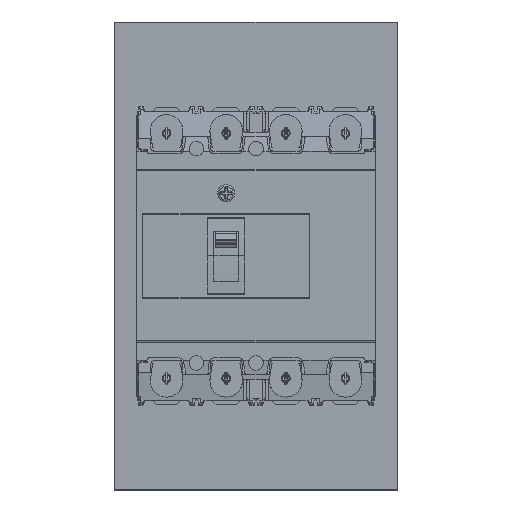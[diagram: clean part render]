
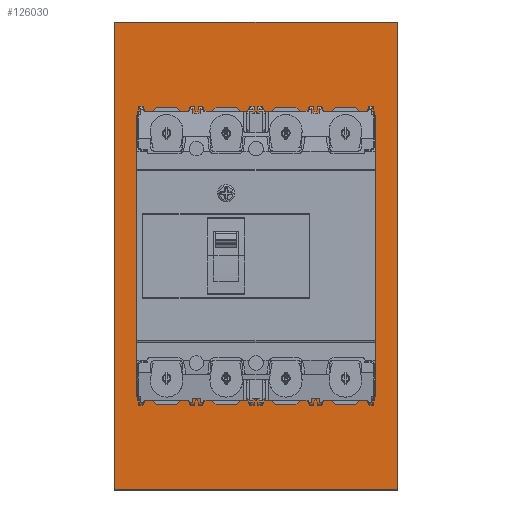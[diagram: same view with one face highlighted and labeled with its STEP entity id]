
A CAD part, top view. The second image highlights one B-rep face of the part: STEP entity #126030.
In plain terms, the highlighted planar face has unit normal (0, 0, 1).
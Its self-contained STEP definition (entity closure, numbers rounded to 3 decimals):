
#123620=CARTESIAN_POINT('',(93.003,137.897,-72.
));
#123630=VERTEX_POINT('',#123620);
#123800=CARTESIAN_POINT('',(93.003,412.897,-72.
));
#123810=VERTEX_POINT('',#123800);
#123840=CARTESIAN_POINT('',(93.003,0.,-72.));
#123850=DIRECTION('',(0.,-1.,0.));
#123860=VECTOR('',#123850,1.);
#123870=LINE('',#123840,#123860);
#123880=EDGE_CURVE('',#123810,#123630,#123870,.T.);
#123930=CARTESIAN_POINT('',(246.003,127.897,
-72.));
#123940=DIRECTION('',(0.,-0.,1.));
#123950=DIRECTION('',(0.,1.,0.));
#123960=AXIS2_PLACEMENT_3D('',#123930,#123940,#123950);
#123970=PLANE('',#123960);
#123980=CARTESIAN_POINT('',(141.003,338.397,
-72.));
#123990=DIRECTION('',(0.,0.,1.));
#124000=DIRECTION('',(0.,1.,0.));
#124010=AXIS2_PLACEMENT_3D('',#123980,#123990,#124000);
#124020=CIRCLE('',#124010,2.);
#124030=CARTESIAN_POINT('',(141.003,340.397,
-72.));
#124040=VERTEX_POINT('',#124030);
#124050=CARTESIAN_POINT('',(141.003,336.397,
-72.));
#124060=VERTEX_POINT('',#124050);
#124070=EDGE_CURVE('',#124040,#124060,#124020,.T.);
#124080=ORIENTED_EDGE('',*,*,#124070,.F.);
#124090=EDGE_CURVE('',#124060,#124040,#124020,.T.);
#124100=ORIENTED_EDGE('',*,*,#124090,.F.);
#124110=EDGE_LOOP('',(#124100,#124080));
#124120=FACE_BOUND('',#124110,.T.);
#124130=CARTESIAN_POINT('',(141.003,212.397,
-72.));
#124140=DIRECTION('',(0.,0.,1.));
#124150=DIRECTION('',(0.,1.,0.));
#124160=AXIS2_PLACEMENT_3D('',#124130,#124140,#124150);
#124170=CIRCLE('',#124160,2.);
#124180=CARTESIAN_POINT('',(141.003,214.397,
-72.));
#124190=VERTEX_POINT('',#124180);
#124200=CARTESIAN_POINT('',(141.003,210.397,
-72.));
#124210=VERTEX_POINT('',#124200);
#124220=EDGE_CURVE('',#124190,#124210,#124170,.T.);
#124230=ORIENTED_EDGE('',*,*,#124220,.F.);
#124240=EDGE_CURVE('',#124210,#124190,#124170,.T.);
#124250=ORIENTED_EDGE('',*,*,#124240,.F.);
#124260=EDGE_LOOP('',(#124250,#124230));
#124270=FACE_BOUND('',#124260,.T.);
#124280=CARTESIAN_POINT('',(176.003,338.397,
-72.));
#124290=DIRECTION('',(0.,0.,1.));
#124300=DIRECTION('',(0.,1.,0.));
#124310=AXIS2_PLACEMENT_3D('',#124280,#124290,#124300);
#124320=CIRCLE('',#124310,2.);
#124330=CARTESIAN_POINT('',(176.003,340.397,
-72.));
#124340=VERTEX_POINT('',#124330);
#124350=CARTESIAN_POINT('',(176.003,336.397,
-72.));
#124360=VERTEX_POINT('',#124350);
#124370=EDGE_CURVE('',#124340,#124360,#124320,.T.);
#124380=ORIENTED_EDGE('',*,*,#124370,.F.);
#124390=EDGE_CURVE('',#124360,#124340,#124320,.T.);
#124400=ORIENTED_EDGE('',*,*,#124390,.F.);
#124410=EDGE_LOOP('',(#124400,#124380));
#124420=FACE_BOUND('',#124410,.T.);
#124430=CARTESIAN_POINT('',(176.003,212.397,
-72.));
#124440=DIRECTION('',(0.,0.,1.));
#124450=DIRECTION('',(0.,1.,0.));
#124460=AXIS2_PLACEMENT_3D('',#124430,#124440,#124450);
#124470=CIRCLE('',#124460,2.);
#124480=CARTESIAN_POINT('',(176.003,214.397,
-72.));
#124490=VERTEX_POINT('',#124480);
#124500=CARTESIAN_POINT('',(176.003,210.397,
-72.));
#124510=VERTEX_POINT('',#124500);
#124520=EDGE_CURVE('',#124490,#124510,#124470,.T.);
#124530=ORIENTED_EDGE('',*,*,#124520,.F.);
#124540=EDGE_CURVE('',#124510,#124490,#124470,.T.);
#124550=ORIENTED_EDGE('',*,*,#124540,.F.);
#124560=EDGE_LOOP('',(#124550,#124530));
#124570=FACE_BOUND('',#124560,.T.);
#124580=CARTESIAN_POINT('',(158.503,347.397,
-72.));
#124590=DIRECTION('',(0.,0.,-1.));
#124600=DIRECTION('',(0.,1.,0.));
#124610=AXIS2_PLACEMENT_3D('',#124580,#124590,#124600);
#124620=CIRCLE('',#124610,12.);
#124630=CARTESIAN_POINT('',(158.503,359.397,
-72.));
#124640=VERTEX_POINT('',#124630);
#124650=CARTESIAN_POINT('',(158.503,335.397,
-72.));
#124660=VERTEX_POINT('',#124650);
#124670=EDGE_CURVE('',#124640,#124660,#124620,.T.);
#124680=ORIENTED_EDGE('',*,*,#124670,.T.);
#124690=EDGE_CURVE('',#124660,#124640,#124620,.T.);
#124700=ORIENTED_EDGE('',*,*,#124690,.T.);
#124710=EDGE_LOOP('',(#124700,#124680));
#124720=FACE_BOUND('',#124710,.T.);
#124730=CARTESIAN_POINT('',(193.503,203.397,
-72.));
#124740=DIRECTION('',(0.,0.,-1.));
#124750=DIRECTION('',(0.,1.,0.));
#124760=AXIS2_PLACEMENT_3D('',#124730,#124740,#124750);
#124770=CIRCLE('',#124760,12.);
#124780=CARTESIAN_POINT('',(193.503,215.397,
-72.));
#124790=VERTEX_POINT('',#124780);
#124800=CARTESIAN_POINT('',(193.503,191.397,
-72.));
#124810=VERTEX_POINT('',#124800);
#124820=EDGE_CURVE('',#124790,#124810,#124770,.T.);
#124830=ORIENTED_EDGE('',*,*,#124820,.T.);
#124840=EDGE_CURVE('',#124810,#124790,#124770,.T.);
#124850=ORIENTED_EDGE('',*,*,#124840,.T.);
#124860=EDGE_LOOP('',(#124850,#124830));
#124870=FACE_BOUND('',#124860,.T.);
#124880=CARTESIAN_POINT('',(228.503,203.397,
-72.));
#124890=DIRECTION('',(0.,0.,-1.));
#124900=DIRECTION('',(0.,1.,0.));
#124910=AXIS2_PLACEMENT_3D('',#124880,#124890,#124900);
#124920=CIRCLE('',#124910,12.);
#124930=CARTESIAN_POINT('',(228.503,215.397,
-72.));
#124940=VERTEX_POINT('',#124930);
#124950=CARTESIAN_POINT('',(228.503,191.397,
-72.));
#124960=VERTEX_POINT('',#124950);
#124970=EDGE_CURVE('',#124940,#124960,#124920,.T.);
#124980=ORIENTED_EDGE('',*,*,#124970,.T.);
#124990=EDGE_CURVE('',#124960,#124940,#124920,.T.);
#125000=ORIENTED_EDGE('',*,*,#124990,.T.);
#125010=EDGE_LOOP('',(#125000,#124980));
#125020=FACE_BOUND('',#125010,.T.);
#125030=CARTESIAN_POINT('',(228.503,347.397,
-72.));
#125040=DIRECTION('',(0.,0.,-1.));
#125050=DIRECTION('',(0.,1.,0.));
#125060=AXIS2_PLACEMENT_3D('',#125030,#125040,#125050);
#125070=CIRCLE('',#125060,12.);
#125080=CARTESIAN_POINT('',(228.503,359.397,
-72.));
#125090=VERTEX_POINT('',#125080);
#125100=CARTESIAN_POINT('',(228.503,335.397,
-72.));
#125110=VERTEX_POINT('',#125100);
#125120=EDGE_CURVE('',#125090,#125110,#125070,.T.);
#125130=ORIENTED_EDGE('',*,*,#125120,.T.);
#125140=EDGE_CURVE('',#125110,#125090,#125070,.T.);
#125150=ORIENTED_EDGE('',*,*,#125140,.T.);
#125160=EDGE_LOOP('',(#125150,#125130));
#125170=FACE_BOUND('',#125160,.T.);
#125180=CARTESIAN_POINT('',(123.503,347.397,
-72.));
#125190=DIRECTION('',(0.,0.,-1.));
#125200=DIRECTION('',(0.,1.,0.));
#125210=AXIS2_PLACEMENT_3D('',#125180,#125190,#125200);
#125220=CIRCLE('',#125210,10.);
#125230=CARTESIAN_POINT('',(123.503,357.397,
-72.));
#125240=VERTEX_POINT('',#125230);
#125250=CARTESIAN_POINT('',(123.503,337.397,
-72.));
#125260=VERTEX_POINT('',#125250);
#125270=EDGE_CURVE('',#125240,#125260,#125220,.T.);
#125280=ORIENTED_EDGE('',*,*,#125270,.T.);
#125290=EDGE_CURVE('',#125260,#125240,#125220,.T.);
#125300=ORIENTED_EDGE('',*,*,#125290,.T.);
#125310=EDGE_LOOP('',(#125300,#125280));
#125320=FACE_BOUND('',#125310,.T.);
#125330=CARTESIAN_POINT('',(123.503,203.397,
-72.));
#125340=DIRECTION('',(0.,0.,-1.));
#125350=DIRECTION('',(0.,1.,0.));
#125360=AXIS2_PLACEMENT_3D('',#125330,#125340,#125350);
#125370=CIRCLE('',#125360,12.);
#125380=CARTESIAN_POINT('',(123.503,215.397,
-72.));
#125390=VERTEX_POINT('',#125380);
#125400=CARTESIAN_POINT('',(123.503,191.397,
-72.));
#125410=VERTEX_POINT('',#125400);
#125420=EDGE_CURVE('',#125390,#125410,#125370,.T.);
#125430=ORIENTED_EDGE('',*,*,#125420,.T.);
#125440=EDGE_CURVE('',#125410,#125390,#125370,.T.);
#125450=ORIENTED_EDGE('',*,*,#125440,.T.);
#125460=EDGE_LOOP('',(#125450,#125430));
#125470=FACE_BOUND('',#125460,.T.);
#125480=CARTESIAN_POINT('',(158.503,203.397,
-72.));
#125490=DIRECTION('',(0.,0.,-1.));
#125500=DIRECTION('',(0.,1.,0.));
#125510=AXIS2_PLACEMENT_3D('',#125480,#125490,#125500);
#125520=CIRCLE('',#125510,12.);
#125530=CARTESIAN_POINT('',(158.503,215.397,
-72.));
#125540=VERTEX_POINT('',#125530);
#125550=CARTESIAN_POINT('',(158.503,191.397,
-72.));
#125560=VERTEX_POINT('',#125550);
#125570=EDGE_CURVE('',#125540,#125560,#125520,.T.);
#125580=ORIENTED_EDGE('',*,*,#125570,.T.);
#125590=EDGE_CURVE('',#125560,#125540,#125520,.T.);
#125600=ORIENTED_EDGE('',*,*,#125590,.T.);
#125610=EDGE_LOOP('',(#125600,#125580));
#125620=FACE_BOUND('',#125610,.T.);
#125630=CARTESIAN_POINT('',(193.503,347.397,
-72.));
#125640=DIRECTION('',(0.,0.,-1.));
#125650=DIRECTION('',(0.,1.,0.));
#125660=AXIS2_PLACEMENT_3D('',#125630,#125640,#125650);
#125670=CIRCLE('',#125660,12.);
#125680=CARTESIAN_POINT('',(193.503,359.397,
-72.));
#125690=VERTEX_POINT('',#125680);
#125700=CARTESIAN_POINT('',(193.503,335.397,
-72.));
#125710=VERTEX_POINT('',#125700);
#125720=EDGE_CURVE('',#125690,#125710,#125670,.T.);
#125730=ORIENTED_EDGE('',*,*,#125720,.T.);
#125740=EDGE_CURVE('',#125710,#125690,#125670,.T.);
#125750=ORIENTED_EDGE('',*,*,#125740,.T.);
#125760=EDGE_LOOP('',(#125750,#125730));
#125770=FACE_BOUND('',#125760,.T.);
#125780=ORIENTED_EDGE('',*,*,#123880,.T.);
#125790=CARTESIAN_POINT('',(0.,412.897,-72.));
#125800=DIRECTION('',(-1.,0.,0.));
#125810=VECTOR('',#125800,1.);
#125820=LINE('',#125790,#125810);
#125830=CARTESIAN_POINT('',(259.003,412.897,
-72.));
#125840=VERTEX_POINT('',#125830);
#125850=EDGE_CURVE('',#125840,#123810,#125820,.T.);
#125860=ORIENTED_EDGE('',*,*,#125850,.T.);
#125870=CARTESIAN_POINT('',(259.003,0.,-72.));
#125880=DIRECTION('',(0.,1.,0.));
#125890=VECTOR('',#125880,1.);
#125900=LINE('',#125870,#125890);
#125910=CARTESIAN_POINT('',(259.003,137.897,
-72.));
#125920=VERTEX_POINT('',#125910);
#125930=EDGE_CURVE('',#125920,#125840,#125900,.T.);
#125940=ORIENTED_EDGE('',*,*,#125930,.T.);
#125950=CARTESIAN_POINT('',(0.,137.897,-72.));
#125960=DIRECTION('',(-1.,0.,0.));
#125970=VECTOR('',#125960,1.);
#125980=LINE('',#125950,#125970);
#125990=EDGE_CURVE('',#125920,#123630,#125980,.T.);
#126000=ORIENTED_EDGE('',*,*,#125990,.F.);
#126010=EDGE_LOOP('',(#126000,#125940,#125860,#125780));
#126020=FACE_OUTER_BOUND('',#126010,.T.);
#126030=ADVANCED_FACE('',(#124120,#124270,#124420,#124570,#124720,
#124870,#125020,#125170,#125320,#125470,#125620,#125770,#126020),#123970
,.T.);
